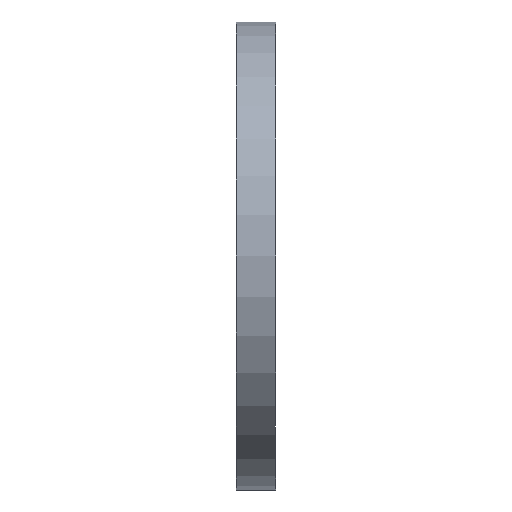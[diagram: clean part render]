
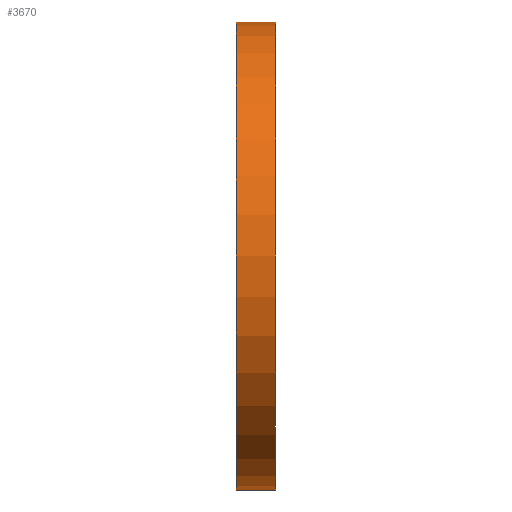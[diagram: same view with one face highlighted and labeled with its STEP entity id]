
A CAD part, left-side view. The second image highlights one B-rep face of the part: STEP entity #3670.
In plain terms, the highlighted cylindrical face has radius 60 mm (diameter 120 mm), a partial arc.
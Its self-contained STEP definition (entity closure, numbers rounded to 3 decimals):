
#126 = DIRECTION ( 'NONE',  ( 0., 0., -1. ) ) ;
#240 = CARTESIAN_POINT ( 'NONE',  ( 0., 10., -60. ) ) ;
#1805 = ORIENTED_EDGE ( 'NONE', *, *, #5013, .T. ) ;
#2253 = VERTEX_POINT ( 'NONE', #3773 ) ;
#2984 = AXIS2_PLACEMENT_3D ( 'NONE', #9408, #3586, #10394 ) ;
#3424 = EDGE_CURVE ( 'NONE', #8776, #12142, #10878, .T. ) ;
#3496 = EDGE_CURVE ( 'NONE', #8776, #7247, #4323, .T. ) ;
#3586 = DIRECTION ( 'NONE',  ( 0., 1., 0. ) ) ;
#3670 = ADVANCED_FACE ( 'NONE', ( #4309 ), #8278, .T. ) ;
#3773 = CARTESIAN_POINT ( 'NONE',  ( 0., 0., 60. ) ) ;
#3933 = AXIS2_PLACEMENT_3D ( 'NONE', #9542, #11555, #6768 ) ;
#4059 = DIRECTION ( 'NONE',  ( 0., -1., 0. ) ) ;
#4309 = FACE_OUTER_BOUND ( 'NONE', #11694, .T. ) ;
#4323 = CIRCLE ( 'NONE', #3933, 60. ) ;
#5013 = EDGE_CURVE ( 'NONE', #12142, #2253, #7033, .T. ) ;
#5290 = DIRECTION ( 'NONE',  ( 0., -1., 0. ) ) ;
#6247 = CARTESIAN_POINT ( 'NONE',  ( 0., 0., -60. ) ) ;
#6731 = DIRECTION ( 'NONE',  ( 0., -1., 0. ) ) ;
#6768 = DIRECTION ( 'NONE',  ( 0., 0., 1. ) ) ;
#6902 = CARTESIAN_POINT ( 'NONE',  ( 0., 10., 0. ) ) ;
#7033 = CIRCLE ( 'NONE', #2984, 60. ) ;
#7247 = VERTEX_POINT ( 'NONE', #7934 ) ;
#7934 = CARTESIAN_POINT ( 'NONE',  ( 0., 10., 60. ) ) ;
#8278 = CYLINDRICAL_SURFACE ( 'NONE', #10463, 60. ) ;
#8452 = ORIENTED_EDGE ( 'NONE', *, *, #3496, .F. ) ;
#8776 = VERTEX_POINT ( 'NONE', #9173 ) ;
#8929 = ORIENTED_EDGE ( 'NONE', *, *, #9392, .F. ) ;
#9173 = CARTESIAN_POINT ( 'NONE',  ( 0., 10., -60. ) ) ;
#9392 = EDGE_CURVE ( 'NONE', #7247, #2253, #11551, .T. ) ;
#9408 = CARTESIAN_POINT ( 'NONE',  ( 0., 0., 0. ) ) ;
#9542 = CARTESIAN_POINT ( 'NONE',  ( 0., 10., 0. ) ) ;
#9807 = VECTOR ( 'NONE', #5290, 1000. ) ;
#10366 = ORIENTED_EDGE ( 'NONE', *, *, #3424, .T. ) ;
#10394 = DIRECTION ( 'NONE',  ( 0., 0., 1. ) ) ;
#10463 = AXIS2_PLACEMENT_3D ( 'NONE', #6902, #4059, #126 ) ;
#10878 = LINE ( 'NONE', #240, #9807 ) ;
#11248 = VECTOR ( 'NONE', #6731, 1000. ) ;
#11551 = LINE ( 'NONE', #12580, #11248 ) ;
#11555 = DIRECTION ( 'NONE',  ( 0., 1., 0. ) ) ;
#11694 = EDGE_LOOP ( 'NONE', ( #8929, #8452, #10366, #1805 ) ) ;
#12142 = VERTEX_POINT ( 'NONE', #6247 ) ;
#12580 = CARTESIAN_POINT ( 'NONE',  ( 0., 10., 60. ) ) ;
